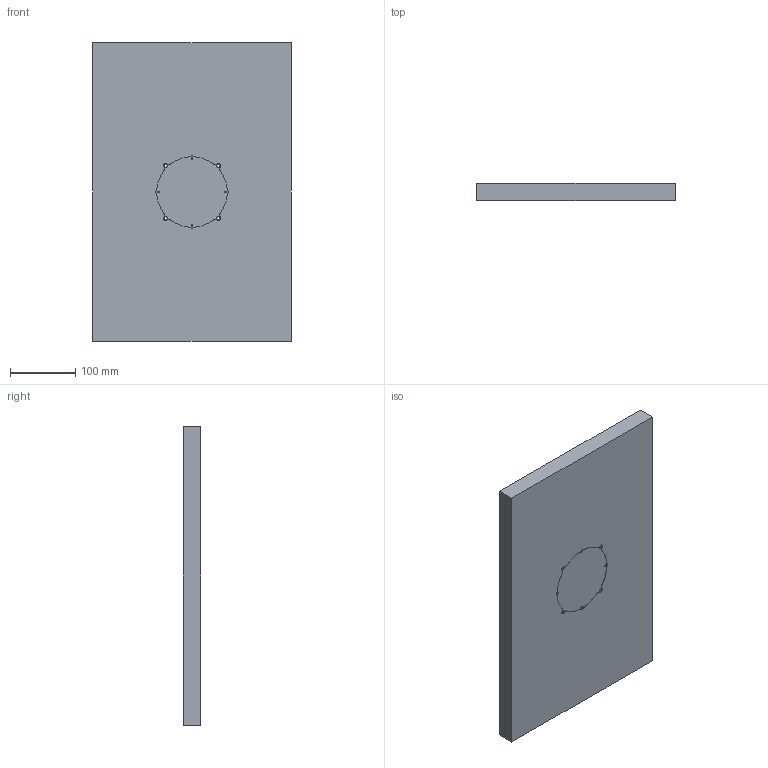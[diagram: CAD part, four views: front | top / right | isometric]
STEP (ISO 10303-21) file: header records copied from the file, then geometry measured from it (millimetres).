
FILE_DESCRIPTION (( 'STEP AP214' ), '1' );
FILE_NAME ('StatorWorkHolding.STEP', '2023-03-02T18:13:42', ( '' ), ( '' ), 'SwSTEP 2.0', 'SolidWorks 2022', '' );
FILE_SCHEMA (( 'AUTOMOTIVE_DESIGN' ));
Length unit declared in the file: millimetre
Products named in the file (1): StatorWorkHolding
Bounding box: 304.8 x 26.4 x 457.2 mm (x, y, z)
Volume: 3667665.8 mm3; surface area: 321002.5 mm2
Topology: 1 solids, 1 shells, 68 faces, 187 edges, 118 vertices
Faces by surface type: cylinder 53, cone 8, plane 7
Entity records: 2207 total; most frequent: DIRECTION 423, CARTESIAN_POINT 366, ORIENTED_EDGE 358, EDGE_CURVE 179, AXIS2_PLACEMENT_3D 175, VERTEX_POINT 118, CIRCLE 106, EDGE_LOOP 81
